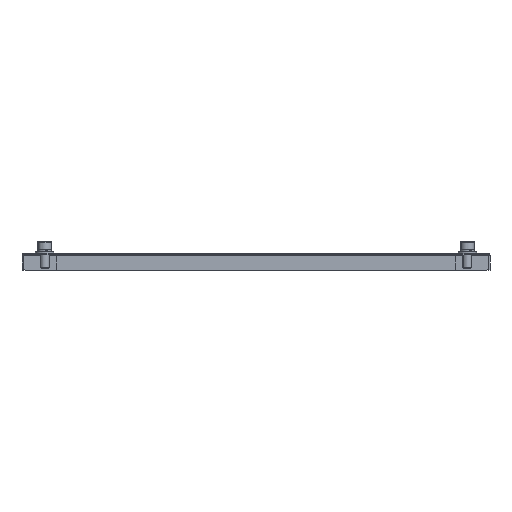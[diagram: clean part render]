
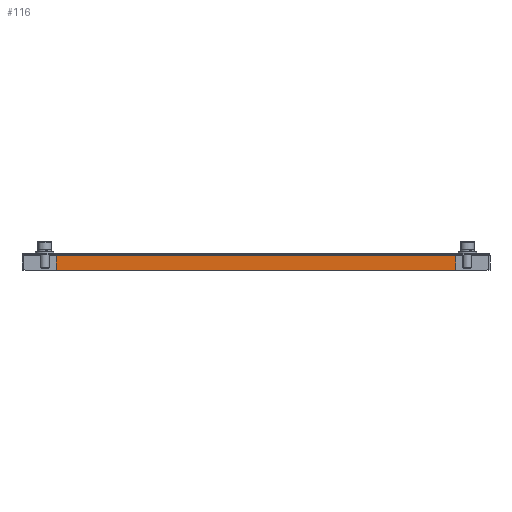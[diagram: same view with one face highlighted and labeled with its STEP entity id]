
A CAD part, front view. The second image highlights one B-rep face of the part: STEP entity #116.
In plain terms, the highlighted planar face has unit normal (0, -1, 0).
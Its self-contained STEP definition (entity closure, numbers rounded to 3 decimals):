
#116 = ADVANCED_FACE ( 'NONE', ( #3796 ), #1931, .F. ) ;
#157 = ORIENTED_EDGE ( 'NONE', *, *, #1600, .F. ) ;
#255 = CARTESIAN_POINT ( 'NONE',  ( -260., -406.35, -22. ) ) ;
#301 = DIRECTION ( 'NONE',  ( 1., 0., 0. ) ) ;
#362 = ORIENTED_EDGE ( 'NONE', *, *, #1638, .T. ) ;
#437 = DIRECTION ( 'NONE',  ( 0., 0., 1. ) ) ;
#705 = VERTEX_POINT ( 'NONE', #3776 ) ;
#749 = VECTOR ( 'NONE', #301, 1000. ) ;
#903 = EDGE_CURVE ( 'NONE', #3120, #1397, #3505, .T. ) ;
#946 = VECTOR ( 'NONE', #3593, 1000. ) ;
#1185 = LINE ( 'NONE', #2737, #946 ) ;
#1335 = CARTESIAN_POINT ( 'NONE',  ( 0., -406.35, 0. ) ) ;
#1397 = VERTEX_POINT ( 'NONE', #2804 ) ;
#1553 = EDGE_CURVE ( 'NONE', #1397, #705, #1185, .T. ) ;
#1600 = EDGE_CURVE ( 'NONE', #3120, #2872, #3317, .T. ) ;
#1638 = EDGE_CURVE ( 'NONE', #705, #2872, #3689, .T. ) ;
#1809 = CARTESIAN_POINT ( 'NONE',  ( 0., -406.35, -2.8 ) ) ;
#1931 = PLANE ( 'NONE',  #2252 ) ;
#2001 = CARTESIAN_POINT ( 'NONE',  ( -260., -406.35, -2.8 ) ) ;
#2072 = EDGE_LOOP ( 'NONE', ( #157, #3471, #2359, #362 ) ) ;
#2187 = DIRECTION ( 'NONE',  ( 0., 0., 1. ) ) ;
#2252 = AXIS2_PLACEMENT_3D ( 'NONE', #1335, #3399, #2187 ) ;
#2359 = ORIENTED_EDGE ( 'NONE', *, *, #1553, .T. ) ;
#2638 = VECTOR ( 'NONE', #2668, 1000. ) ;
#2668 = DIRECTION ( 'NONE',  ( 0., 0., -1. ) ) ;
#2711 = VECTOR ( 'NONE', #437, 1000. ) ;
#2737 = CARTESIAN_POINT ( 'NONE',  ( 260., -406.35, -22. ) ) ;
#2782 = CARTESIAN_POINT ( 'NONE',  ( 260., -406.35, -1.5 ) ) ;
#2804 = CARTESIAN_POINT ( 'NONE',  ( -260., -406.35, -22. ) ) ;
#2872 = VERTEX_POINT ( 'NONE', #3691 ) ;
#3120 = VERTEX_POINT ( 'NONE', #2001 ) ;
#3317 = LINE ( 'NONE', #1809, #749 ) ;
#3399 = DIRECTION ( 'NONE',  ( 0., 1., 0. ) ) ;
#3471 = ORIENTED_EDGE ( 'NONE', *, *, #903, .T. ) ;
#3505 = LINE ( 'NONE', #255, #2638 ) ;
#3593 = DIRECTION ( 'NONE',  ( 1., 0., 0. ) ) ;
#3689 = LINE ( 'NONE', #2782, #2711 ) ;
#3691 = CARTESIAN_POINT ( 'NONE',  ( 260., -406.35, -2.8 ) ) ;
#3776 = CARTESIAN_POINT ( 'NONE',  ( 260., -406.35, -22. ) ) ;
#3796 = FACE_OUTER_BOUND ( 'NONE', #2072, .T. ) ;
